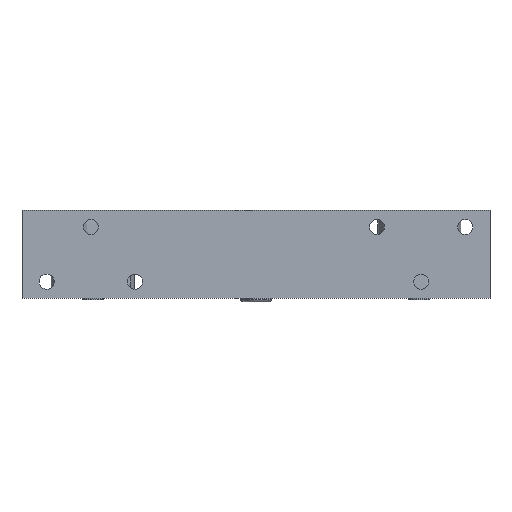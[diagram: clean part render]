
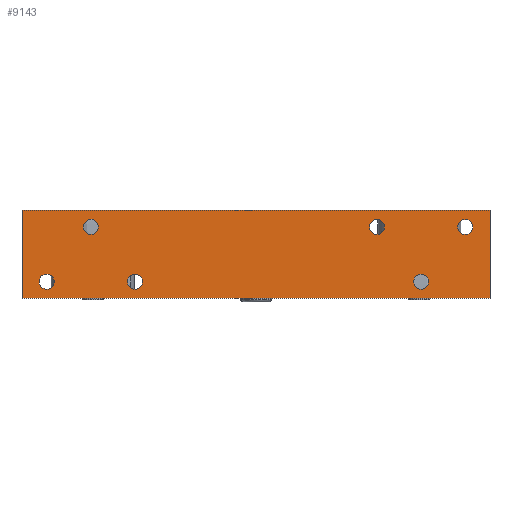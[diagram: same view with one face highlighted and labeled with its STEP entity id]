
A CAD part, front view. The second image highlights one B-rep face of the part: STEP entity #9143.
In plain terms, the highlighted planar face has unit normal (0, -1, 0).
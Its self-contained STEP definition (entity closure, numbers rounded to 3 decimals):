
#168 = EDGE_LOOP ( 'NONE', ( #9626, #822, #1254, #816 ) ) ;
#175 = CARTESIAN_POINT ( 'NONE',  ( -132.5, 0., -25. ) ) ;
#188 = EDGE_CURVE ( 'NONE', #6788, #542, #2184, .T. ) ;
#202 = DIRECTION ( 'NONE',  ( 0., 1., 0. ) ) ;
#277 = DIRECTION ( 'NONE',  ( 0., 0., 1. ) ) ;
#378 = AXIS2_PLACEMENT_3D ( 'NONE', #10433, #202, #6134 ) ;
#468 = AXIS2_PLACEMENT_3D ( 'NONE', #9538, #6165, #8754 ) ;
#542 = VERTEX_POINT ( 'NONE', #9219 ) ;
#609 = VERTEX_POINT ( 'NONE', #5967 ) ;
#707 = DIRECTION ( 'NONE',  ( 0., 1., 0. ) ) ;
#816 = ORIENTED_EDGE ( 'NONE', *, *, #11035, .F. ) ;
#822 = ORIENTED_EDGE ( 'NONE', *, *, #4652, .F. ) ;
#841 = EDGE_CURVE ( 'NONE', #1644, #9945, #2761, .T. ) ;
#948 = AXIS2_PLACEMENT_3D ( 'NONE', #2898, #8046, #7157 ) ;
#1002 = DIRECTION ( 'NONE',  ( 0., 1., 0. ) ) ;
#1073 = CARTESIAN_POINT ( 'NONE',  ( -132.5, 0., -25. ) ) ;
#1085 = DIRECTION ( 'NONE',  ( 0., 1., 0. ) ) ;
#1111 = VERTEX_POINT ( 'NONE', #2093 ) ;
#1128 = DIRECTION ( 'NONE',  ( 0., 1., 0. ) ) ;
#1254 = ORIENTED_EDGE ( 'NONE', *, *, #10684, .F. ) ;
#1289 = PLANE ( 'NONE',  #6726 ) ;
#1395 = ORIENTED_EDGE ( 'NONE', *, *, #5406, .T. ) ;
#1448 = CARTESIAN_POINT ( 'NONE',  ( 132.5, 0., -25. ) ) ;
#1503 = CARTESIAN_POINT ( 'NONE',  ( 93.5, 0., -15.5 ) ) ;
#1504 = VERTEX_POINT ( 'NONE', #10070 ) ;
#1536 = DIRECTION ( 'NONE',  ( 0., 0., 1. ) ) ;
#1644 = VERTEX_POINT ( 'NONE', #8092 ) ;
#1694 = LINE ( 'NONE', #175, #10196 ) ;
#1771 = AXIS2_PLACEMENT_3D ( 'NONE', #5233, #1002, #7058 ) ;
#2003 = CARTESIAN_POINT ( 'NONE',  ( 68.5, 0., 11.25 ) ) ;
#2004 = DIRECTION ( 'NONE',  ( 0., 1., 0. ) ) ;
#2093 = CARTESIAN_POINT ( 'NONE',  ( -68.5, 0., -11.25 ) ) ;
#2126 = AXIS2_PLACEMENT_3D ( 'NONE', #7526, #2577, #1536 ) ;
#2150 = CARTESIAN_POINT ( 'NONE',  ( 132.5, 0., -25. ) ) ;
#2184 = CIRCLE ( 'NONE', #11011, 4.25 ) ;
#2189 = CARTESIAN_POINT ( 'NONE',  ( 0., 0., 0. ) ) ;
#2196 = AXIS2_PLACEMENT_3D ( 'NONE', #10081, #6539, #6578 ) ;
#2230 = EDGE_CURVE ( 'NONE', #2404, #8254, #9881, .T. ) ;
#2259 = DIRECTION ( 'NONE',  ( 0., 0., -1. ) ) ;
#2404 = VERTEX_POINT ( 'NONE', #2003 ) ;
#2413 = FACE_BOUND ( 'NONE', #8692, .T. ) ;
#2491 = VECTOR ( 'NONE', #2259, 1000. ) ;
#2577 = DIRECTION ( 'NONE',  ( 0., 1., 0. ) ) ;
#2641 = LINE ( 'NONE', #3111, #5089 ) ;
#2731 = CARTESIAN_POINT ( 'NONE',  ( 93.5, 0., -19.75 ) ) ;
#2761 = CIRCLE ( 'NONE', #3023, 4.25 ) ;
#2808 = VERTEX_POINT ( 'NONE', #8078 ) ;
#2869 = VERTEX_POINT ( 'NONE', #6396 ) ;
#2898 = CARTESIAN_POINT ( 'NONE',  ( 118.5, 0., 15.5 ) ) ;
#2964 = EDGE_CURVE ( 'NONE', #8254, #2404, #7017, .T. ) ;
#3023 = AXIS2_PLACEMENT_3D ( 'NONE', #5455, #2004, #5632 ) ;
#3041 = ORIENTED_EDGE ( 'NONE', *, *, #4904, .T. ) ;
#3111 = CARTESIAN_POINT ( 'NONE',  ( -132.5, 0., -25. ) ) ;
#3136 = ORIENTED_EDGE ( 'NONE', *, *, #9583, .T. ) ;
#3220 = VERTEX_POINT ( 'NONE', #3806 ) ;
#3433 = CARTESIAN_POINT ( 'NONE',  ( -93.5, 0., 15.5 ) ) ;
#3576 = AXIS2_PLACEMENT_3D ( 'NONE', #6246, #1085, #3587 ) ;
#3587 = DIRECTION ( 'NONE',  ( 0., 0., 1. ) ) ;
#3806 = CARTESIAN_POINT ( 'NONE',  ( 132.5, 0., 25. ) ) ;
#3928 = EDGE_LOOP ( 'NONE', ( #3939, #6689 ) ) ;
#3939 = ORIENTED_EDGE ( 'NONE', *, *, #188, .T. ) ;
#3964 = DIRECTION ( 'NONE',  ( 1., 0., 0. ) ) ;
#4141 = DIRECTION ( 'NONE',  ( 0., 1., 0. ) ) ;
#4181 = FACE_BOUND ( 'NONE', #10013, .T. ) ;
#4561 = CARTESIAN_POINT ( 'NONE',  ( 93.5, 0., -15.5 ) ) ;
#4621 = EDGE_CURVE ( 'NONE', #3220, #5945, #6424, .T. ) ;
#4652 = EDGE_CURVE ( 'NONE', #8771, #3220, #9934, .T. ) ;
#4711 = DIRECTION ( 'NONE',  ( 0., 0., 1. ) ) ;
#4729 = CARTESIAN_POINT ( 'NONE',  ( -132.5, 0., 25. ) ) ;
#4736 = FACE_BOUND ( 'NONE', #7000, .T. ) ;
#4781 = EDGE_CURVE ( 'NONE', #9945, #1644, #5404, .T. ) ;
#4842 = DIRECTION ( 'NONE',  ( 0., 1., 0. ) ) ;
#4904 = EDGE_CURVE ( 'NONE', #1504, #2869, #6473, .T. ) ;
#4925 = CARTESIAN_POINT ( 'NONE',  ( -132.5, 0., 25. ) ) ;
#4975 = CIRCLE ( 'NONE', #3576, 4.25 ) ;
#4980 = EDGE_CURVE ( 'NONE', #542, #6788, #10644, .T. ) ;
#5089 = VECTOR ( 'NONE', #4711, 1000. ) ;
#5233 = CARTESIAN_POINT ( 'NONE',  ( 118.5, 0., 15.5 ) ) ;
#5385 = CIRCLE ( 'NONE', #2196, 4.25 ) ;
#5404 = CIRCLE ( 'NONE', #8324, 4.25 ) ;
#5406 = EDGE_CURVE ( 'NONE', #2869, #1504, #6845, .T. ) ;
#5455 = CARTESIAN_POINT ( 'NONE',  ( -93.5, 0., 15.5 ) ) ;
#5632 = DIRECTION ( 'NONE',  ( 0., 0., 1. ) ) ;
#5918 = DIRECTION ( 'NONE',  ( 0., 0., 1. ) ) ;
#5945 = VERTEX_POINT ( 'NONE', #1448 ) ;
#5967 = CARTESIAN_POINT ( 'NONE',  ( 118.5, 0., 11.25 ) ) ;
#6092 = ORIENTED_EDGE ( 'NONE', *, *, #9693, .T. ) ;
#6134 = DIRECTION ( 'NONE',  ( 0., 0., 1. ) ) ;
#6139 = CIRCLE ( 'NONE', #1771, 4.25 ) ;
#6165 = DIRECTION ( 'NONE',  ( 0., 1., 0. ) ) ;
#6217 = VERTEX_POINT ( 'NONE', #10267 ) ;
#6246 = CARTESIAN_POINT ( 'NONE',  ( -68.5, 0., -15.5 ) ) ;
#6346 = EDGE_CURVE ( 'NONE', #609, #2808, #6139, .T. ) ;
#6396 = CARTESIAN_POINT ( 'NONE',  ( -118.5, 0., -19.75 ) ) ;
#6424 = LINE ( 'NONE', #2150, #2491 ) ;
#6468 = FACE_BOUND ( 'NONE', #3928, .T. ) ;
#6473 = CIRCLE ( 'NONE', #468, 4.25 ) ;
#6489 = ORIENTED_EDGE ( 'NONE', *, *, #4781, .T. ) ;
#6539 = DIRECTION ( 'NONE',  ( 0., 1., 0. ) ) ;
#6578 = DIRECTION ( 'NONE',  ( 0., 0., 1. ) ) ;
#6689 = ORIENTED_EDGE ( 'NONE', *, *, #4980, .T. ) ;
#6726 = AXIS2_PLACEMENT_3D ( 'NONE', #2189, #4842, #9121 ) ;
#6739 = FACE_BOUND ( 'NONE', #8884, .T. ) ;
#6788 = VERTEX_POINT ( 'NONE', #2731 ) ;
#6845 = CIRCLE ( 'NONE', #7672, 4.25 ) ;
#7000 = EDGE_LOOP ( 'NONE', ( #8393, #9624 ) ) ;
#7017 = CIRCLE ( 'NONE', #2126, 4.25 ) ;
#7054 = DIRECTION ( 'NONE',  ( -1., 0., 0. ) ) ;
#7058 = DIRECTION ( 'NONE',  ( 0., 0., 1. ) ) ;
#7157 = DIRECTION ( 'NONE',  ( 0., 0., 1. ) ) ;
#7383 = CARTESIAN_POINT ( 'NONE',  ( -118.5, 0., -15.5 ) ) ;
#7434 = CIRCLE ( 'NONE', #948, 4.25 ) ;
#7526 = CARTESIAN_POINT ( 'NONE',  ( 68.5, 0., 15.5 ) ) ;
#7631 = VECTOR ( 'NONE', #3964, 1000. ) ;
#7638 = DIRECTION ( 'NONE',  ( 0., 0., 1. ) ) ;
#7672 = AXIS2_PLACEMENT_3D ( 'NONE', #7383, #4141, #10201 ) ;
#7826 = CARTESIAN_POINT ( 'NONE',  ( -93.5, 0., 19.75 ) ) ;
#8046 = DIRECTION ( 'NONE',  ( 0., 1., 0. ) ) ;
#8078 = CARTESIAN_POINT ( 'NONE',  ( 118.5, 0., 19.75 ) ) ;
#8092 = CARTESIAN_POINT ( 'NONE',  ( -93.5, 0., 11.25 ) ) ;
#8118 = EDGE_CURVE ( 'NONE', #2808, #609, #7434, .T. ) ;
#8254 = VERTEX_POINT ( 'NONE', #10093 ) ;
#8324 = AXIS2_PLACEMENT_3D ( 'NONE', #3433, #9386, #5918 ) ;
#8393 = ORIENTED_EDGE ( 'NONE', *, *, #6346, .T. ) ;
#8548 = VERTEX_POINT ( 'NONE', #1073 ) ;
#8551 = EDGE_LOOP ( 'NONE', ( #1395, #3041 ) ) ;
#8692 = EDGE_LOOP ( 'NONE', ( #11079, #6489 ) ) ;
#8754 = DIRECTION ( 'NONE',  ( 0., 0., 1. ) ) ;
#8771 = VERTEX_POINT ( 'NONE', #4925 ) ;
#8884 = EDGE_LOOP ( 'NONE', ( #11044, #9324 ) ) ;
#9036 = FACE_OUTER_BOUND ( 'NONE', #168, .T. ) ;
#9121 = DIRECTION ( 'NONE',  ( 0., 0., 1. ) ) ;
#9143 = ADVANCED_FACE ( 'NONE', ( #9036, #10775, #2413, #4181, #6739, #4736, #6468 ), #1289, .F. ) ;
#9219 = CARTESIAN_POINT ( 'NONE',  ( 93.5, 0., -11.25 ) ) ;
#9324 = ORIENTED_EDGE ( 'NONE', *, *, #2964, .T. ) ;
#9386 = DIRECTION ( 'NONE',  ( 0., 1., 0. ) ) ;
#9538 = CARTESIAN_POINT ( 'NONE',  ( -118.5, 0., -15.5 ) ) ;
#9583 = EDGE_CURVE ( 'NONE', #6217, #1111, #4975, .T. ) ;
#9624 = ORIENTED_EDGE ( 'NONE', *, *, #8118, .T. ) ;
#9626 = ORIENTED_EDGE ( 'NONE', *, *, #4621, .F. ) ;
#9693 = EDGE_CURVE ( 'NONE', #1111, #6217, #5385, .T. ) ;
#9699 = AXIS2_PLACEMENT_3D ( 'NONE', #4561, #1128, #277 ) ;
#9881 = CIRCLE ( 'NONE', #378, 4.25 ) ;
#9934 = LINE ( 'NONE', #4729, #7631 ) ;
#9945 = VERTEX_POINT ( 'NONE', #7826 ) ;
#10013 = EDGE_LOOP ( 'NONE', ( #3136, #6092 ) ) ;
#10070 = CARTESIAN_POINT ( 'NONE',  ( -118.5, 0., -11.25 ) ) ;
#10081 = CARTESIAN_POINT ( 'NONE',  ( -68.5, 0., -15.5 ) ) ;
#10093 = CARTESIAN_POINT ( 'NONE',  ( 68.5, 0., 19.75 ) ) ;
#10196 = VECTOR ( 'NONE', #7054, 1000. ) ;
#10201 = DIRECTION ( 'NONE',  ( 0., 0., 1. ) ) ;
#10267 = CARTESIAN_POINT ( 'NONE',  ( -68.5, 0., -19.75 ) ) ;
#10433 = CARTESIAN_POINT ( 'NONE',  ( 68.5, 0., 15.5 ) ) ;
#10644 = CIRCLE ( 'NONE', #9699, 4.25 ) ;
#10684 = EDGE_CURVE ( 'NONE', #8548, #8771, #2641, .T. ) ;
#10775 = FACE_BOUND ( 'NONE', #8551, .T. ) ;
#11011 = AXIS2_PLACEMENT_3D ( 'NONE', #1503, #707, #7638 ) ;
#11035 = EDGE_CURVE ( 'NONE', #5945, #8548, #1694, .T. ) ;
#11044 = ORIENTED_EDGE ( 'NONE', *, *, #2230, .T. ) ;
#11079 = ORIENTED_EDGE ( 'NONE', *, *, #841, .T. ) ;
